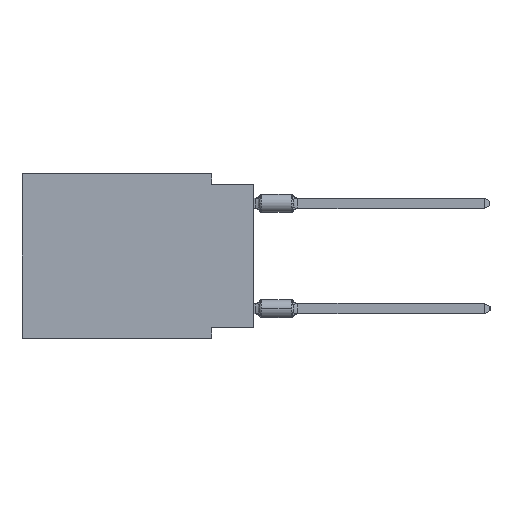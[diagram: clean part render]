
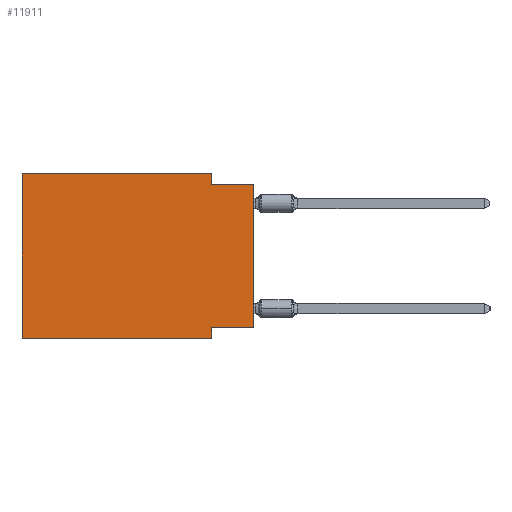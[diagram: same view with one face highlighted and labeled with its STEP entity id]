
A CAD part, left-side view. The second image highlights one B-rep face of the part: STEP entity #11911.
In plain terms, the highlighted planar face has unit normal (-1, 0, 0).
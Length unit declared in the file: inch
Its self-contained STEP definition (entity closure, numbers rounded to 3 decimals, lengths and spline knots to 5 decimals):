
#105 = CARTESIAN_POINT ( 'NONE',  ( 0., 0.1, -0.39 ) ) ;
#1335 = DIRECTION ( 'NONE',  ( 0., -1., 0. ) ) ;
#1435 = CARTESIAN_POINT ( 'NONE',  ( 0., 0.1, -0.365 ) ) ;
#1907 = EDGE_CURVE ( 'NONE', #23153, #27727, #26389, .T. ) ;
#2107 = CARTESIAN_POINT ( 'NONE',  ( 0., 0.1, -0.025 ) ) ;
#2132 = ORIENTED_EDGE ( 'NONE', *, *, #25666, .F. ) ;
#4093 = ORIENTED_EDGE ( 'NONE', *, *, #26674, .F. ) ;
#4153 = CARTESIAN_POINT ( 'NONE',  ( 0., 0.55, 0. ) ) ;
#4265 = EDGE_CURVE ( 'NONE', #21754, #27727, #7969, .T. ) ;
#5105 = ORIENTED_EDGE ( 'NONE', *, *, #4265, .F. ) ;
#5133 = EDGE_CURVE ( 'NONE', #20132, #16283, #15950, .T. ) ;
#5600 = AXIS2_PLACEMENT_3D ( 'NONE', #4153, #14706, #24732 ) ;
#6343 = DIRECTION ( 'NONE',  ( 0., 0., 1. ) ) ;
#6621 = FACE_OUTER_BOUND ( 'NONE', #19717, .T. ) ;
#6780 = EDGE_CURVE ( 'NONE', #18985, #21754, #14815, .T. ) ;
#6946 = ORIENTED_EDGE ( 'NONE', *, *, #17084, .F. ) ;
#7043 = CARTESIAN_POINT ( 'NONE',  ( 0., 0.55, 0. ) ) ;
#7969 = LINE ( 'NONE', #15751, #18025 ) ;
#9099 = VECTOR ( 'NONE', #6343, 39.37008 ) ;
#9454 = CARTESIAN_POINT ( 'NONE',  ( 0., 0.55, -0.39 ) ) ;
#9579 = VECTOR ( 'NONE', #24838, 39.37008 ) ;
#10799 = DIRECTION ( 'NONE',  ( 0., 0., -1. ) ) ;
#11558 = CARTESIAN_POINT ( 'NONE',  ( 0., 0.1, 0. ) ) ;
#11911 = ADVANCED_FACE ( 'NONE', ( #6621 ), #26727, .F. ) ;
#12479 = VECTOR ( 'NONE', #24887, 39.37008 ) ;
#12810 = VECTOR ( 'NONE', #30428, 39.37008 ) ;
#13842 = VECTOR ( 'NONE', #21572, 39.37008 ) ;
#13897 = CARTESIAN_POINT ( 'NONE',  ( 0., 0.55, -0.39 ) ) ;
#14706 = DIRECTION ( 'NONE',  ( 1., 0., 0. ) ) ;
#14815 = LINE ( 'NONE', #20407, #30168 ) ;
#15751 = CARTESIAN_POINT ( 'NONE',  ( 0., 0.1, -0.39 ) ) ;
#15950 = LINE ( 'NONE', #25330, #12810 ) ;
#16283 = VERTEX_POINT ( 'NONE', #23160 ) ;
#16576 = CARTESIAN_POINT ( 'NONE',  ( 0., 0., 0. ) ) ;
#17084 = EDGE_CURVE ( 'NONE', #23153, #24655, #28299, .T. ) ;
#17411 = ORIENTED_EDGE ( 'NONE', *, *, #5133, .F. ) ;
#18025 = VECTOR ( 'NONE', #10799, 39.37008 ) ;
#18985 = VERTEX_POINT ( 'NONE', #20731 ) ;
#19717 = EDGE_LOOP ( 'NONE', ( #23273, #17411, #4093, #2132, #6946, #26224, #5105, #24339 ) ) ;
#20132 = VERTEX_POINT ( 'NONE', #2107 ) ;
#20345 = EDGE_CURVE ( 'NONE', #18985, #16283, #25833, .T. ) ;
#20407 = CARTESIAN_POINT ( 'NONE',  ( 0., 0., -0.365 ) ) ;
#20554 = DIRECTION ( 'NONE',  ( 0., 1., 0. ) ) ;
#20721 = CARTESIAN_POINT ( 'NONE',  ( 0., 0.55, 0. ) ) ;
#20731 = CARTESIAN_POINT ( 'NONE',  ( 0., 0., -0.365 ) ) ;
#21572 = DIRECTION ( 'NONE',  ( 0., 0., -1. ) ) ;
#21754 = VERTEX_POINT ( 'NONE', #1435 ) ;
#22544 = VECTOR ( 'NONE', #1335, 39.37008 ) ;
#23153 = VERTEX_POINT ( 'NONE', #9454 ) ;
#23160 = CARTESIAN_POINT ( 'NONE',  ( 0., 0., -0.025 ) ) ;
#23273 = ORIENTED_EDGE ( 'NONE', *, *, #20345, .T. ) ;
#23568 = LINE ( 'NONE', #24207, #13842 ) ;
#24207 = CARTESIAN_POINT ( 'NONE',  ( 0., 0.1, 0. ) ) ;
#24339 = ORIENTED_EDGE ( 'NONE', *, *, #6780, .F. ) ;
#24655 = VERTEX_POINT ( 'NONE', #26270 ) ;
#24732 = DIRECTION ( 'NONE',  ( 0., 0., -1. ) ) ;
#24838 = DIRECTION ( 'NONE',  ( 0., -1., 0. ) ) ;
#24887 = DIRECTION ( 'NONE',  ( 0., 0., 1. ) ) ;
#25330 = CARTESIAN_POINT ( 'NONE',  ( 0., 0., -0.025 ) ) ;
#25666 = EDGE_CURVE ( 'NONE', #24655, #30453, #27312, .T. ) ;
#25833 = LINE ( 'NONE', #16576, #9099 ) ;
#26224 = ORIENTED_EDGE ( 'NONE', *, *, #1907, .T. ) ;
#26270 = CARTESIAN_POINT ( 'NONE',  ( 0., 0.55, 0. ) ) ;
#26389 = LINE ( 'NONE', #13897, #22544 ) ;
#26674 = EDGE_CURVE ( 'NONE', #30453, #20132, #23568, .T. ) ;
#26727 = PLANE ( 'NONE',  #5600 ) ;
#27312 = LINE ( 'NONE', #7043, #9579 ) ;
#27727 = VERTEX_POINT ( 'NONE', #105 ) ;
#28299 = LINE ( 'NONE', #20721, #12479 ) ;
#30168 = VECTOR ( 'NONE', #20554, 39.37008 ) ;
#30428 = DIRECTION ( 'NONE',  ( 0., -1., 0. ) ) ;
#30453 = VERTEX_POINT ( 'NONE', #11558 ) ;
